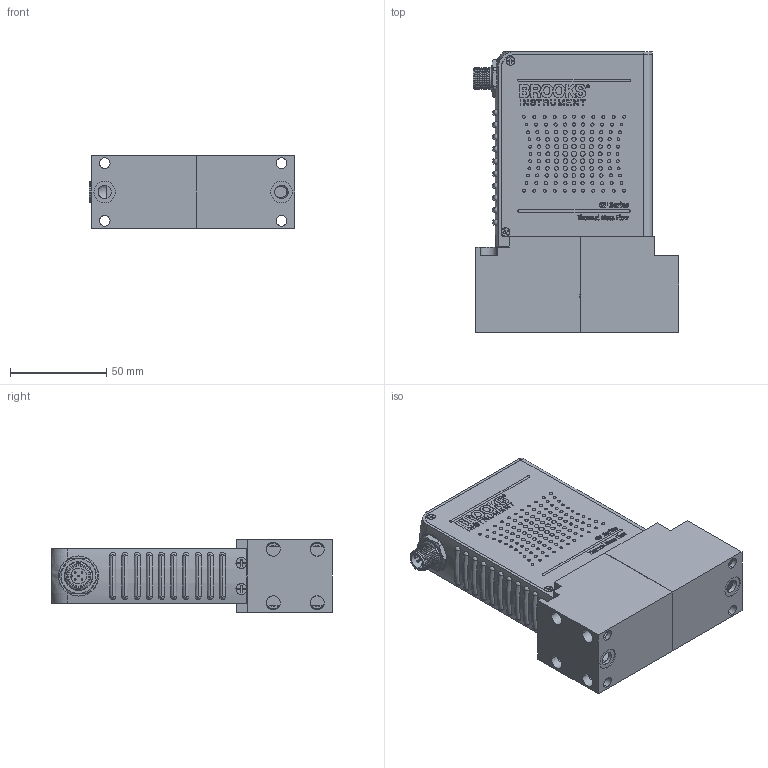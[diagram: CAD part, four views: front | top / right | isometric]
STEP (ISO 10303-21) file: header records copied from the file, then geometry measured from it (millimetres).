
FILE_DESCRIPTION (( 'STEP AP203' ), '1' );
FILE_NAME ('GF101-GF-121-GF126-C1-DX1.STEP', '2021-10-21T14:31:36', ( '' ), ( '' ), 'SwSTEP 2.0', 'SolidWorks 2020', '' );
FILE_SCHEMA (( 'CONFIG_CONTROL_DESIGN' ));
Length unit declared in the file: inch
Products named in the file (1): GF101-GF-121-GF126-C1-DX1
Bounding box: 107.04 x 146.05 x 37.59 mm (x, y, z)
Volume: 98251.1 mm3; surface area: 99859.7 mm2
Topology: 194 solids, 194 shells, 3984 faces, 10219 edges, 6733 vertices
Faces by surface type: plane 1864, bspline 1402, cylinder 453, cone 234, torus 31
Entity records: 143850 total; most frequent: CARTESIAN_POINT 56080, ORIENTED_EDGE 20374, DIRECTION 13608, EDGE_CURVE 10187, VERTEX_POINT 6733, VECTOR 5986, LINE 5986, EDGE_LOOP 4284
